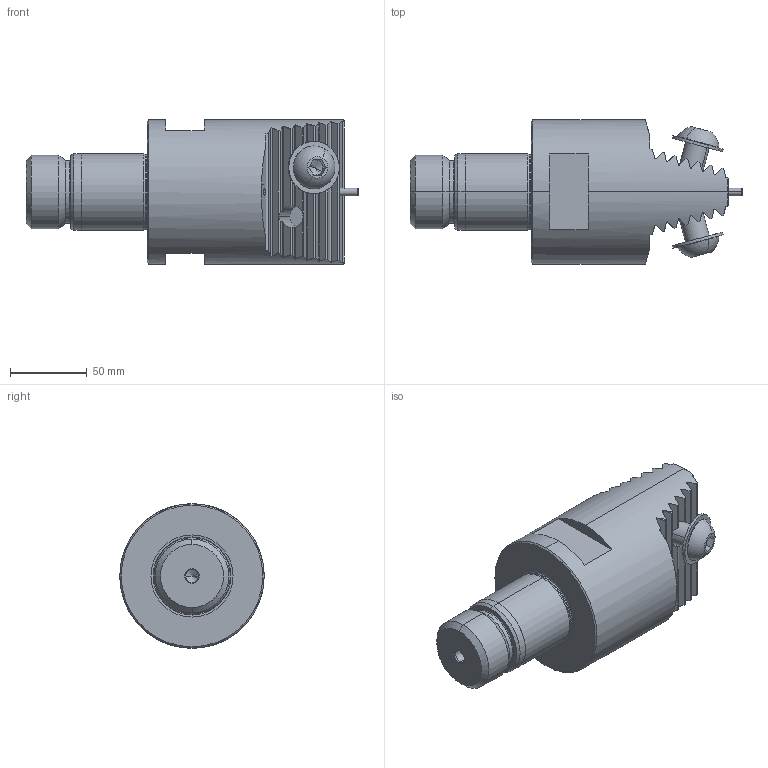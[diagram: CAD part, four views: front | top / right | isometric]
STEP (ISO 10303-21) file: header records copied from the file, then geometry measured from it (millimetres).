
FILE_DESCRIPTION (( 'STEP AP203' ), '1' );
FILE_NAME ('140.940.000C.STEP', '2018-03-05T10:38:39', ( 'SWIAdmin' ), ( 'Hewlett-Packard Company' ), 'SwSTEP 2.0', 'SolidWorks 2017', '' );
FILE_SCHEMA (( 'CONFIG_CONTROL_DESIGN' ));
Length unit declared in the file: millimetre
Products named in the file (6): 140.940.000C; CA9-Z94.K23.195_B; Z94-ER1.002.035_A; Z94-ER1.003.035_A_gespannt; Z94-ER1.001.035; Z42-ER2.001.019_A
Assembly tree (6 placements, depth 3):
  140.940.000C
    CA9-Z94.K23.195_B
    Z94-ER1.001.035  x2
      Z94-ER1.002.035_A
      Z94-ER1.003.035_A_gespannt
    Z42-ER2.001.019_A
Bounding box: 216.2 x 94 x 94 mm (x, y, z)
Volume: 841848.2 mm3; surface area: 84575.4 mm2
Topology: 6 solids, 6 shells, 306 faces, 781 edges, 478 vertices
Faces by surface type: plane 141, cylinder 93, cone 52, torus 16, sphere 4
Entity records: 9327 total; most frequent: CARTESIAN_POINT 2537, ORIENTED_EDGE 1390, DIRECTION 1215, EDGE_CURVE 695, AXIS2_PLACEMENT_3D 465, VERTEX_POINT 435, EDGE_LOOP 288, LINE 285
